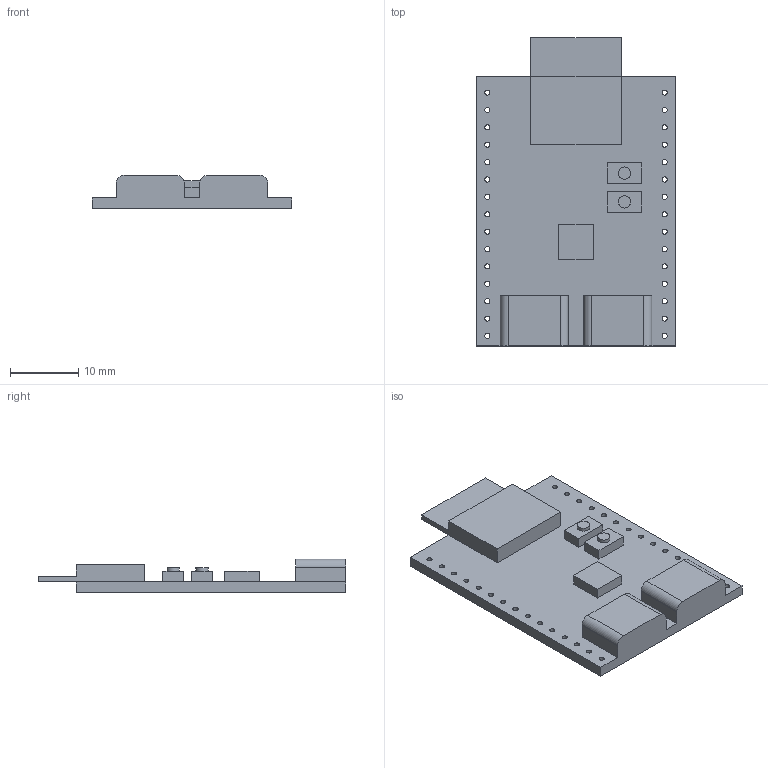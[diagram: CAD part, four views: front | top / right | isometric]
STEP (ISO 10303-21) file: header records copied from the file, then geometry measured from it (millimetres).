
FILE_DESCRIPTION(/* description */ (''),/* implementation_level */ '2;1');
FILE_NAME(/* name */ 'esp32-c3-devkitm-1_esp32-c3-devkitm-1_solid_usb v2.step',/* time_stamp */ '2024-02-21T18:27:22-08:00',/* author */ (''),/* organization */ (''),/* preprocessor_version */ 'ST-DEVELOPER v20',/* originating_system */ 'Autodesk Translation Framework v12.20.1.177',/* authorisation */ '');
FILE_SCHEMA (('AUTOMOTIVE_DESIGN { 1 0 10303 214 3 1 1 }'));
Length unit declared in the file: millimetre
Products named in the file (1): esp32-c3-devkitm-1_esp32-c3-devkitm-1_solid_usb
Bounding box: 29.2 x 45 x 4.9 mm (x, y, z)
Volume: 2772.5 mm3; surface area: 3177.5 mm2
Topology: 1 solids, 1 shells, 75 faces, 202 edges, 134 vertices
Faces by surface type: plane 39, cylinder 36
Full cylindrical faces by diameter (mm): 0.75 x30, 1.8 x2
Entity records: 2525 total; most frequent: DIRECTION 426, CARTESIAN_POINT 412, ORIENTED_EDGE 404, EDGE_CURVE 202, AXIS2_PLACEMENT_3D 148, EDGE_LOOP 140, VERTEX_POINT 134, LINE 130
